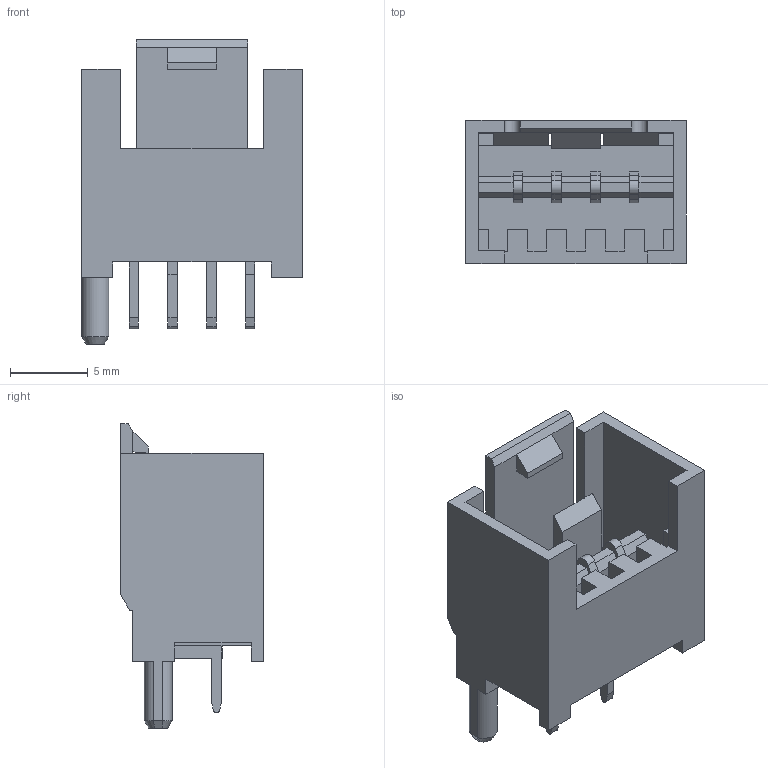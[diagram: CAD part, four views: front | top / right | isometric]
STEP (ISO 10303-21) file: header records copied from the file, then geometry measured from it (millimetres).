
FILE_DESCRIPTION((''),'2;1');
FILE_NAME('930700501','2018-01-12T',('ghp'),(''),'PRO/ENGINEER BY PARAMETRIC TECHNOLOGY CORPORATION, 2012310','PRO/ENGINEER BY PARAMETRIC TECHNOLOGY CORPORATION, 2012310','');
FILE_SCHEMA(('CONFIG_CONTROL_DESIGN'));
Length unit declared in the file: millimetre
Products named in the file (1): 930700501
Bounding box: 14.2 x 9.2 x 19.6 mm (x, y, z)
Volume: 678.6 mm3; surface area: 1516 mm2
Topology: 1 solids, 1 shells, 187 faces, 543 edges, 360 vertices
Faces by surface type: plane 175, cylinder 11, cone 1
Entity records: 6094 total; most frequent: CARTESIAN_POINT 1091, ORIENTED_EDGE 1066, DIRECTION 950, EDGE_CURVE 533, VECTOR 508, LINE 508, VERTEX_POINT 350, AXIS2_PLACEMENT_3D 221
